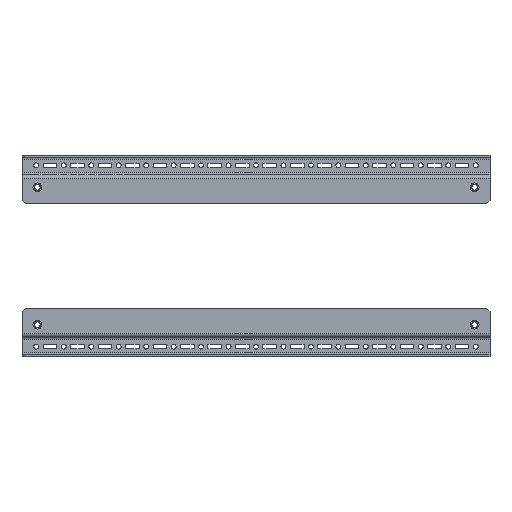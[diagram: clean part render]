
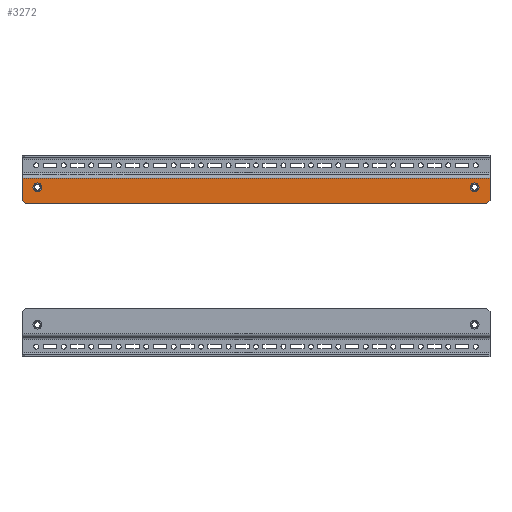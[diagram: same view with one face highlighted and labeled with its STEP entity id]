
A CAD part, left-side view. The second image highlights one B-rep face of the part: STEP entity #3272.
In plain terms, the highlighted face is planar.
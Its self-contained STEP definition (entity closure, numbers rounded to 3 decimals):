
#174 = LINE ( 'NONE', #5179, #2247 ) ;
#204 = EDGE_LOOP ( 'NONE', ( #9378, #9267 ) ) ;
#278 = EDGE_CURVE ( 'NONE', #1634, #9397, #4498, .T. ) ;
#611 = PLANE ( 'NONE',  #6253 ) ;
#628 = DIRECTION ( 'NONE',  ( 0., 0., 1. ) ) ;
#736 = FACE_OUTER_BOUND ( 'NONE', #9275, .T. ) ;
#862 = EDGE_CURVE ( 'NONE', #7052, #8106, #5896, .T. ) ;
#924 = DIRECTION ( 'NONE',  ( 1., 0., 0. ) ) ;
#939 = VERTEX_POINT ( 'NONE', #1191 ) ;
#1105 = LINE ( 'NONE', #7929, #9318 ) ;
#1191 = CARTESIAN_POINT ( 'NONE',  ( 11.375, 213., -23.6 ) ) ;
#1207 = CIRCLE ( 'NONE', #1316, 4. ) ;
#1316 = AXIS2_PLACEMENT_3D ( 'NONE', #8415, #3973, #9154 ) ;
#1382 = DIRECTION ( 'NONE',  ( -1., 0., 0. ) ) ;
#1398 = DIRECTION ( 'NONE',  ( 0., -1., 0. ) ) ;
#1448 = CARTESIAN_POINT ( 'NONE',  ( 9.5, -213., -23.6 ) ) ;
#1501 = CARTESIAN_POINT ( 'NONE',  ( 11.375, -213., -23.6 ) ) ;
#1601 = CARTESIAN_POINT ( 'NONE',  ( 31.5, -213., -23.6 ) ) ;
#1634 = VERTEX_POINT ( 'NONE', #8918 ) ;
#1837 = ORIENTED_EDGE ( 'NONE', *, *, #6925, .T. ) ;
#1894 = EDGE_CURVE ( 'NONE', #939, #4657, #1915, .T. ) ;
#1915 = LINE ( 'NONE', #4677, #4112 ) ;
#1937 = CARTESIAN_POINT ( 'NONE',  ( 19.5, 199., -23.6 ) ) ;
#2043 = DIRECTION ( 'NONE',  ( 0.707, -0.707, 0. ) ) ;
#2139 = LINE ( 'NONE', #1501, #7813 ) ;
#2226 = EDGE_CURVE ( 'NONE', #939, #6733, #2139, .T. ) ;
#2247 = VECTOR ( 'NONE', #6747, 1000. ) ;
#2346 = FACE_BOUND ( 'NONE', #5686, .T. ) ;
#2569 = EDGE_CURVE ( 'NONE', #8106, #7052, #1207, .T. ) ;
#2730 = ORIENTED_EDGE ( 'NONE', *, *, #2226, .F. ) ;
#2841 = VERTEX_POINT ( 'NONE', #3499 ) ;
#3272 = ADVANCED_FACE ( 'NONE', ( #9526, #2346, #736 ), #611, .F. ) ;
#3389 = LINE ( 'NONE', #9483, #9207 ) ;
#3499 = CARTESIAN_POINT ( 'NONE',  ( 34.5, -210., -23.6 ) ) ;
#3546 = CARTESIAN_POINT ( 'NONE',  ( 19.5, -199., -23.6 ) ) ;
#3576 = CIRCLE ( 'NONE', #7334, 4. ) ;
#3969 = EDGE_CURVE ( 'NONE', #2841, #5952, #3389, .T. ) ;
#3973 = DIRECTION ( 'NONE',  ( 0., 0., -1. ) ) ;
#3996 = EDGE_CURVE ( 'NONE', #4657, #7578, #1105, .T. ) ;
#4112 = VECTOR ( 'NONE', #924, 1000. ) ;
#4131 = CARTESIAN_POINT ( 'NONE',  ( 11.375, -213., -23.6 ) ) ;
#4134 = DIRECTION ( 'NONE',  ( 1., 0., 0. ) ) ;
#4498 = CIRCLE ( 'NONE', #6109, 4. ) ;
#4526 = EDGE_CURVE ( 'NONE', #7578, #2841, #174, .T. ) ;
#4657 = VERTEX_POINT ( 'NONE', #6102 ) ;
#4677 = CARTESIAN_POINT ( 'NONE',  ( 9.5, 213., -23.6 ) ) ;
#5015 = DIRECTION ( 'NONE',  ( -0.707, -0.707, 0. ) ) ;
#5029 = DIRECTION ( 'NONE',  ( 1., 0., 0. ) ) ;
#5082 = CARTESIAN_POINT ( 'NONE',  ( 15.5, 199., -23.6 ) ) ;
#5179 = CARTESIAN_POINT ( 'NONE',  ( 34.5, -213., -23.6 ) ) ;
#5330 = DIRECTION ( 'NONE',  ( 1., 0., 0. ) ) ;
#5669 = ORIENTED_EDGE ( 'NONE', *, *, #862, .F. ) ;
#5686 = EDGE_LOOP ( 'NONE', ( #5669, #9244 ) ) ;
#5739 = DIRECTION ( 'NONE',  ( 1., 0., 0. ) ) ;
#5896 = CIRCLE ( 'NONE', #6472, 4. ) ;
#5917 = CARTESIAN_POINT ( 'NONE',  ( 34.5, 210., -23.6 ) ) ;
#5952 = VERTEX_POINT ( 'NONE', #1601 ) ;
#6102 = CARTESIAN_POINT ( 'NONE',  ( 31.5, 213., -23.6 ) ) ;
#6109 = AXIS2_PLACEMENT_3D ( 'NONE', #3546, #628, #5739 ) ;
#6175 = VECTOR ( 'NONE', #1382, 1000. ) ;
#6253 = AXIS2_PLACEMENT_3D ( 'NONE', #9400, #6537, #5029 ) ;
#6453 = DIRECTION ( 'NONE',  ( 0., 0., -1. ) ) ;
#6472 = AXIS2_PLACEMENT_3D ( 'NONE', #1937, #6453, #4134 ) ;
#6537 = DIRECTION ( 'NONE',  ( 0., 0., 1. ) ) ;
#6599 = ORIENTED_EDGE ( 'NONE', *, *, #1894, .T. ) ;
#6733 = VERTEX_POINT ( 'NONE', #4131 ) ;
#6747 = DIRECTION ( 'NONE',  ( 0., -1., 0. ) ) ;
#6894 = CARTESIAN_POINT ( 'NONE',  ( 23.5, -199., -23.6 ) ) ;
#6925 = EDGE_CURVE ( 'NONE', #5952, #6733, #7200, .T. ) ;
#7052 = VERTEX_POINT ( 'NONE', #8922 ) ;
#7200 = LINE ( 'NONE', #1448, #6175 ) ;
#7334 = AXIS2_PLACEMENT_3D ( 'NONE', #7557, #9002, #5330 ) ;
#7557 = CARTESIAN_POINT ( 'NONE',  ( 19.5, -199., -23.6 ) ) ;
#7578 = VERTEX_POINT ( 'NONE', #5917 ) ;
#7787 = EDGE_CURVE ( 'NONE', #9397, #1634, #3576, .T. ) ;
#7813 = VECTOR ( 'NONE', #1398, 1000. ) ;
#7929 = CARTESIAN_POINT ( 'NONE',  ( 34.5, 210., -23.6 ) ) ;
#8059 = ORIENTED_EDGE ( 'NONE', *, *, #3996, .T. ) ;
#8106 = VERTEX_POINT ( 'NONE', #5082 ) ;
#8414 = ORIENTED_EDGE ( 'NONE', *, *, #3969, .T. ) ;
#8415 = CARTESIAN_POINT ( 'NONE',  ( 19.5, 199., -23.6 ) ) ;
#8445 = ORIENTED_EDGE ( 'NONE', *, *, #4526, .T. ) ;
#8918 = CARTESIAN_POINT ( 'NONE',  ( 15.5, -199., -23.6 ) ) ;
#8922 = CARTESIAN_POINT ( 'NONE',  ( 23.5, 199., -23.6 ) ) ;
#9002 = DIRECTION ( 'NONE',  ( 0., 0., 1. ) ) ;
#9154 = DIRECTION ( 'NONE',  ( 1., 0., 0. ) ) ;
#9207 = VECTOR ( 'NONE', #5015, 1000. ) ;
#9244 = ORIENTED_EDGE ( 'NONE', *, *, #2569, .F. ) ;
#9267 = ORIENTED_EDGE ( 'NONE', *, *, #278, .T. ) ;
#9275 = EDGE_LOOP ( 'NONE', ( #8445, #8414, #1837, #2730, #6599, #8059 ) ) ;
#9318 = VECTOR ( 'NONE', #2043, 1000. ) ;
#9378 = ORIENTED_EDGE ( 'NONE', *, *, #7787, .T. ) ;
#9397 = VERTEX_POINT ( 'NONE', #6894 ) ;
#9400 = CARTESIAN_POINT ( 'NONE',  ( 9.5, -213., -23.6 ) ) ;
#9483 = CARTESIAN_POINT ( 'NONE',  ( 31.5, -213., -23.6 ) ) ;
#9526 = FACE_BOUND ( 'NONE', #204, .T. ) ;
